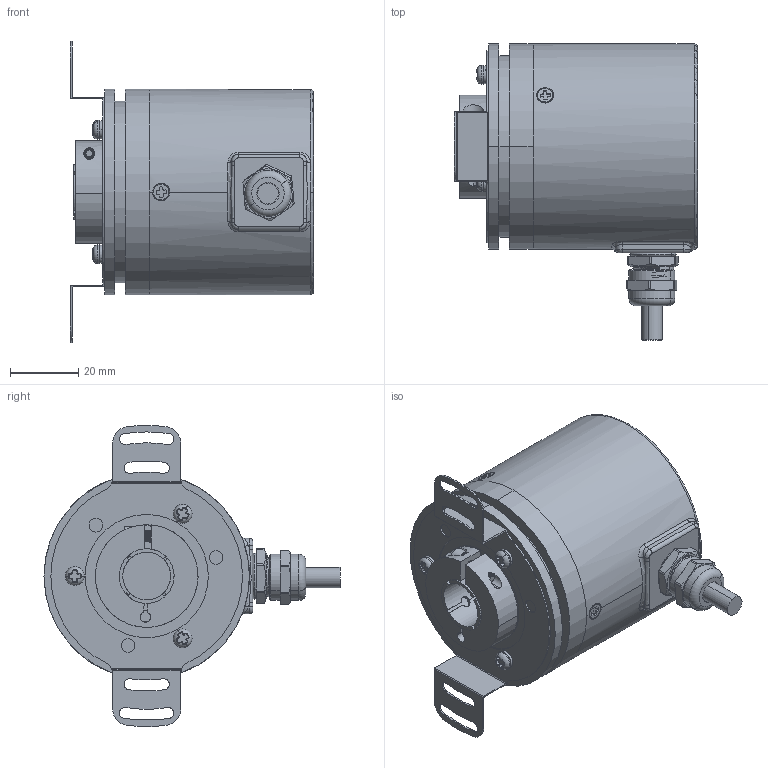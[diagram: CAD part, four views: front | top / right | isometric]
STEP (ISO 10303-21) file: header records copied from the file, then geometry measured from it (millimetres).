
FILE_DESCRIPTION (( 'STEP AP214' ), '1' );
FILE_NAME ('JDCA58B14+M12滅阨諉芛---蚾饜极.STEP', '2025-11-14T07:47:09', ( 'NING MEI' ), ( '' ), 'SwSTEP 2.0', 'SolidWorks 2014', '' );
FILE_SCHEMA (( 'AUTOMOTIVE_DESIGN' ));
Length unit declared in the file: millimetre
Products named in the file (1): JDCA58B14+M12滅阨諉芛---蚾饜极
Bounding box: 71 x 86.47 x 87.96 mm (x, y, z)
Surface area: 28667.5 mm2 (no closed solid volume)
Topology: 0 solids, 30 shells, 580 faces, 1922 edges, 1342 vertices
Faces by surface type: cylinder 297, plane 130, torus 62, bspline 55, cone 36
Entity records: 39077 total; most frequent: CARTESIAN_POINT 16958, DIRECTION 3195, ORIENTED_EDGE 3099, EDGE_CURVE 1922, VERTEX_POINT 1342, AXIS2_PLACEMENT_3D 1252, CIRCLE 726, VECTOR 691
